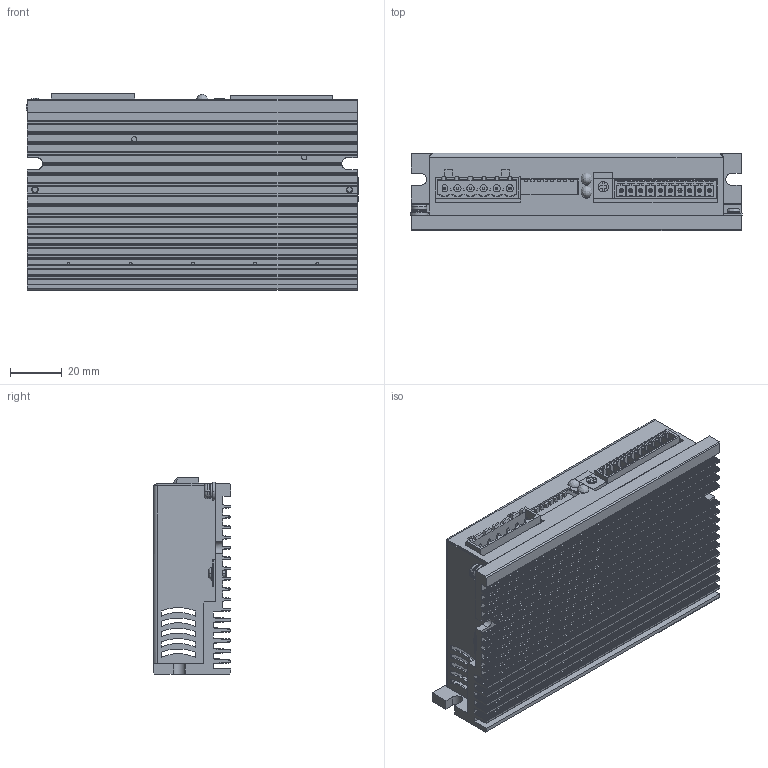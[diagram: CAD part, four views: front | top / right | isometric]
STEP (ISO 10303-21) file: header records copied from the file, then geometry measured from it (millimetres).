
FILE_DESCRIPTION (( 'STEP AP214' ), '1' );
FILE_NAME ('LW3D3070N0A1-00.STEP', '2024-05-08T15:14:30', ( '' ), ( '' ), 'SwSTEP 2.0', 'SolidWorks 2021', '' );
FILE_SCHEMA (( 'AUTOMOTIVE_DESIGN' ));
Length unit declared in the file: inch
Products named in the file (1): LW3D3070N0A1-00
Bounding box: 128.8 x 30 x 76.15 mm (x, y, z)
Volume: 83173.6 mm3; surface area: 101489.3 mm2
Topology: 16 solids, 16 shells, 3049 faces, 8344 edges, 5454 vertices
Faces by surface type: plane 2109, cylinder 687, bspline 221, cone 32
Entity records: 98667 total; most frequent: CARTESIAN_POINT 21525, ORIENTED_EDGE 16592, DIRECTION 14827, EDGE_CURVE 8296, LINE 6161, VECTOR 6161, VERTEX_POINT 5454, AXIS2_PLACEMENT_3D 4333
